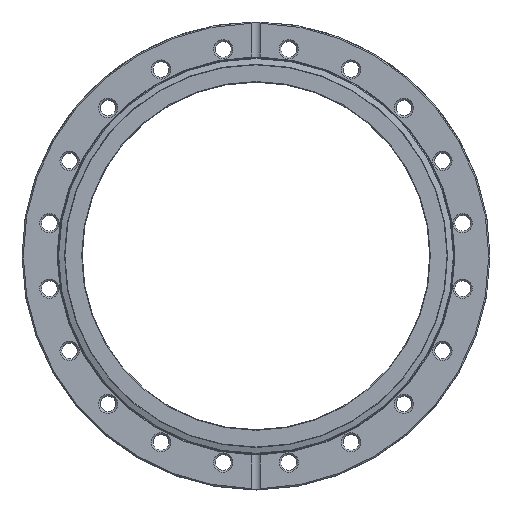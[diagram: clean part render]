
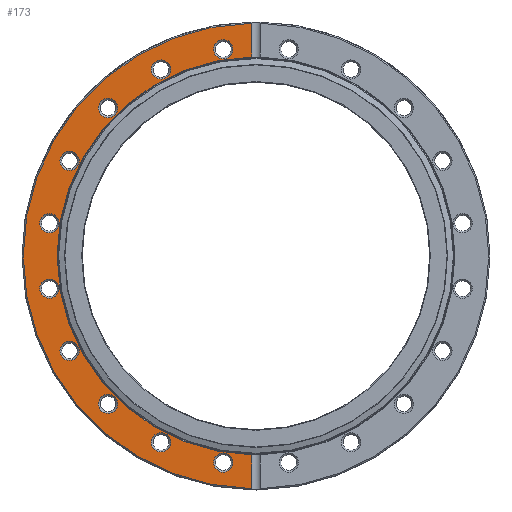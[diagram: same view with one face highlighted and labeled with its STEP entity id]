
A CAD part, top view. The second image highlights one B-rep face of the part: STEP entity #173.
In plain terms, the highlighted face is planar.
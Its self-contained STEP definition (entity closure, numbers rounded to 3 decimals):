
#173 = ADVANCED_FACE( '', ( #268, #269, #270, #271, #272, #273, #274, #275, #276, #277, #278 ), #279, .T. );
#268 = FACE_BOUND( '', #582, .T. );
#269 = FACE_BOUND( '', #583, .T. );
#270 = FACE_BOUND( '', #584, .T. );
#271 = FACE_BOUND( '', #585, .T. );
#272 = FACE_BOUND( '', #586, .T. );
#273 = FACE_BOUND( '', #587, .T. );
#274 = FACE_BOUND( '', #588, .T. );
#275 = FACE_BOUND( '', #589, .T. );
#276 = FACE_BOUND( '', #590, .T. );
#277 = FACE_BOUND( '', #591, .T. );
#278 = FACE_OUTER_BOUND( '', #592, .T. );
#279 = PLANE( '', #593 );
#582 = EDGE_LOOP( '', ( #896 ) );
#583 = EDGE_LOOP( '', ( #897 ) );
#584 = EDGE_LOOP( '', ( #898 ) );
#585 = EDGE_LOOP( '', ( #899 ) );
#586 = EDGE_LOOP( '', ( #900 ) );
#587 = EDGE_LOOP( '', ( #901 ) );
#588 = EDGE_LOOP( '', ( #902 ) );
#589 = EDGE_LOOP( '', ( #903 ) );
#590 = EDGE_LOOP( '', ( #904 ) );
#591 = EDGE_LOOP( '', ( #905 ) );
#592 = EDGE_LOOP( '', ( #906, #907, #908, #909 ) );
#593 = AXIS2_PLACEMENT_3D( '', #910, #911, #912 );
#896 = ORIENTED_EDGE( '', *, *, #1436, .T. );
#897 = ORIENTED_EDGE( '', *, *, #1437, .T. );
#898 = ORIENTED_EDGE( '', *, *, #1438, .T. );
#899 = ORIENTED_EDGE( '', *, *, #1439, .T. );
#900 = ORIENTED_EDGE( '', *, *, #1440, .T. );
#901 = ORIENTED_EDGE( '', *, *, #1441, .T. );
#902 = ORIENTED_EDGE( '', *, *, #1442, .T. );
#903 = ORIENTED_EDGE( '', *, *, #1443, .T. );
#904 = ORIENTED_EDGE( '', *, *, #1444, .T. );
#905 = ORIENTED_EDGE( '', *, *, #1445, .T. );
#906 = ORIENTED_EDGE( '', *, *, #1446, .T. );
#907 = ORIENTED_EDGE( '', *, *, #1447, .T. );
#908 = ORIENTED_EDGE( '', *, *, #1448, .F. );
#909 = ORIENTED_EDGE( '', *, *, #1449, .T. );
#910 = CARTESIAN_POINT( '', ( 0., 0., -11.938 ) );
#911 = DIRECTION( '', ( 0., 0., -1. ) );
#912 = DIRECTION( '', ( -1., 0., 0. ) );
#1436 = EDGE_CURVE( '', #1565, #1565, #1566, .F. );
#1437 = EDGE_CURVE( '', #1567, #1567, #1568, .F. );
#1438 = EDGE_CURVE( '', #1569, #1569, #1570, .F. );
#1439 = EDGE_CURVE( '', #1571, #1571, #1572, .F. );
#1440 = EDGE_CURVE( '', #1573, #1573, #1574, .F. );
#1441 = EDGE_CURVE( '', #1575, #1575, #1576, .F. );
#1442 = EDGE_CURVE( '', #1577, #1577, #1578, .F. );
#1443 = EDGE_CURVE( '', #1579, #1579, #1580, .F. );
#1444 = EDGE_CURVE( '', #1581, #1581, #1582, .F. );
#1445 = EDGE_CURVE( '', #1583, #1583, #1584, .F. );
#1446 = EDGE_CURVE( '', #1585, #1586, #1587, .T. );
#1447 = EDGE_CURVE( '', #1586, #1588, #1589, .F. );
#1448 = EDGE_CURVE( '', #1590, #1588, #1591, .T. );
#1449 = EDGE_CURVE( '', #1590, #1585, #1592, .T. );
#1565 = VERTEX_POINT( '', #1815 );
#1566 = CIRCLE( '', #1816, 4.162 );
#1567 = VERTEX_POINT( '', #1817 );
#1568 = CIRCLE( '', #1818, 4.162 );
#1569 = VERTEX_POINT( '', #1819 );
#1570 = CIRCLE( '', #1820, 4.162 );
#1571 = VERTEX_POINT( '', #1821 );
#1572 = CIRCLE( '', #1822, 4.162 );
#1573 = VERTEX_POINT( '', #1823 );
#1574 = CIRCLE( '', #1824, 4.162 );
#1575 = VERTEX_POINT( '', #1825 );
#1576 = CIRCLE( '', #1826, 4.162 );
#1577 = VERTEX_POINT( '', #1827 );
#1578 = CIRCLE( '', #1828, 4.162 );
#1579 = VERTEX_POINT( '', #1829 );
#1580 = CIRCLE( '', #1830, 4.162 );
#1581 = VERTEX_POINT( '', #1831 );
#1582 = CIRCLE( '', #1832, 4.162 );
#1583 = VERTEX_POINT( '', #1833 );
#1584 = CIRCLE( '', #1834, 4.162 );
#1585 = VERTEX_POINT( '', #1835 );
#1586 = VERTEX_POINT( '', #1836 );
#1587 = LINE( '', #1837, #1838 );
#1588 = VERTEX_POINT( '', #1839 );
#1589 = CIRCLE( '', #1840, 86.055 );
#1590 = VERTEX_POINT( '', #1841 );
#1591 = LINE( '', #1842, #1843 );
#1592 = CIRCLE( '', #1844, 100.711 );
#1815 = CARTESIAN_POINT( '', ( 9.999, 89.411, -11.938 ) );
#1816 = AXIS2_PLACEMENT_3D( '', #2155, #2156, #2157 );
#1817 = CARTESIAN_POINT( '', ( 36.936, 80.659, -11.938 ) );
#1818 = AXIS2_PLACEMENT_3D( '', #2158, #2159, #2160 );
#1819 = CARTESIAN_POINT( '', ( 59.849, 64.011, -11.938 ) );
#1820 = AXIS2_PLACEMENT_3D( '', #2161, #2162, #2163 );
#1821 = CARTESIAN_POINT( '', ( 76.497, 41.098, -11.938 ) );
#1822 = AXIS2_PLACEMENT_3D( '', #2164, #2165, #2166 );
#1823 = CARTESIAN_POINT( '', ( 85.249, 14.161, -11.938 ) );
#1824 = AXIS2_PLACEMENT_3D( '', #2167, #2168, #2169 );
#1825 = CARTESIAN_POINT( '', ( 85.249, -14.161, -11.938 ) );
#1826 = AXIS2_PLACEMENT_3D( '', #2170, #2171, #2172 );
#1827 = CARTESIAN_POINT( '', ( 76.497, -41.098, -11.938 ) );
#1828 = AXIS2_PLACEMENT_3D( '', #2173, #2174, #2175 );
#1829 = CARTESIAN_POINT( '', ( 59.849, -64.011, -11.938 ) );
#1830 = AXIS2_PLACEMENT_3D( '', #2176, #2177, #2178 );
#1831 = CARTESIAN_POINT( '', ( 36.936, -80.659, -11.938 ) );
#1832 = AXIS2_PLACEMENT_3D( '', #2179, #2180, #2181 );
#1833 = CARTESIAN_POINT( '', ( 9.999, -89.411, -11.938 ) );
#1834 = AXIS2_PLACEMENT_3D( '', #2182, #2183, #2184 );
#1835 = CARTESIAN_POINT( '', ( 1.769, -100.695, -11.938 ) );
#1836 = CARTESIAN_POINT( '', ( 1.769, -86.037, -11.938 ) );
#1837 = CARTESIAN_POINT( '', ( 1.769, -287.642, -11.938 ) );
#1838 = VECTOR( '', #2185, 1000. );
#1839 = CARTESIAN_POINT( '', ( 1.769, 86.037, -11.938 ) );
#1840 = AXIS2_PLACEMENT_3D( '', #2186, #2187, #2188 );
#1841 = CARTESIAN_POINT( '', ( 1.769, 100.695, -11.938 ) );
#1842 = CARTESIAN_POINT( '', ( 1.769, 287.642, -11.938 ) );
#1843 = VECTOR( '', #2189, 1000. );
#1844 = AXIS2_PLACEMENT_3D( '', #2190, #2191, #2192 );
#2155 = CARTESIAN_POINT( '', ( 14.161, 89.411, -11.938 ) );
#2156 = DIRECTION( '', ( 0., 0., -1. ) );
#2157 = DIRECTION( '', ( -1., 0., 0. ) );
#2158 = CARTESIAN_POINT( '', ( 41.098, 80.659, -11.938 ) );
#2159 = DIRECTION( '', ( 0., 0., -1. ) );
#2160 = DIRECTION( '', ( -1., 0., 0. ) );
#2161 = CARTESIAN_POINT( '', ( 64.011, 64.011, -11.938 ) );
#2162 = DIRECTION( '', ( 0., 0., -1. ) );
#2163 = DIRECTION( '', ( -1., 0., 0. ) );
#2164 = CARTESIAN_POINT( '', ( 80.659, 41.098, -11.938 ) );
#2165 = DIRECTION( '', ( 0., 0., -1. ) );
#2166 = DIRECTION( '', ( -1., 0., 0. ) );
#2167 = CARTESIAN_POINT( '', ( 89.411, 14.161, -11.938 ) );
#2168 = DIRECTION( '', ( 0., 0., -1. ) );
#2169 = DIRECTION( '', ( -1., 0., 0. ) );
#2170 = CARTESIAN_POINT( '', ( 89.411, -14.161, -11.938 ) );
#2171 = DIRECTION( '', ( 0., 0., -1. ) );
#2172 = DIRECTION( '', ( -1., 0., 0. ) );
#2173 = CARTESIAN_POINT( '', ( 80.659, -41.098, -11.938 ) );
#2174 = DIRECTION( '', ( 0., 0., -1. ) );
#2175 = DIRECTION( '', ( -1., 0., 0. ) );
#2176 = CARTESIAN_POINT( '', ( 64.011, -64.011, -11.938 ) );
#2177 = DIRECTION( '', ( 0., 0., -1. ) );
#2178 = DIRECTION( '', ( -1., 0., 0. ) );
#2179 = CARTESIAN_POINT( '', ( 41.098, -80.659, -11.938 ) );
#2180 = DIRECTION( '', ( 0., 0., -1. ) );
#2181 = DIRECTION( '', ( -1., 0., 0. ) );
#2182 = CARTESIAN_POINT( '', ( 14.161, -89.411, -11.938 ) );
#2183 = DIRECTION( '', ( 0., 0., -1. ) );
#2184 = DIRECTION( '', ( -1., 0., 0. ) );
#2185 = DIRECTION( '', ( 0., 1., 0. ) );
#2186 = CARTESIAN_POINT( '', ( 0., 0., -11.938 ) );
#2187 = DIRECTION( '', ( 0., 0., -1. ) );
#2188 = DIRECTION( '', ( -1., 0., 0. ) );
#2189 = DIRECTION( '', ( 0., -1., 0. ) );
#2190 = CARTESIAN_POINT( '', ( 0., 0., -11.938 ) );
#2191 = DIRECTION( '', ( 0., 0., -1. ) );
#2192 = DIRECTION( '', ( -1., 0., 0. ) );
